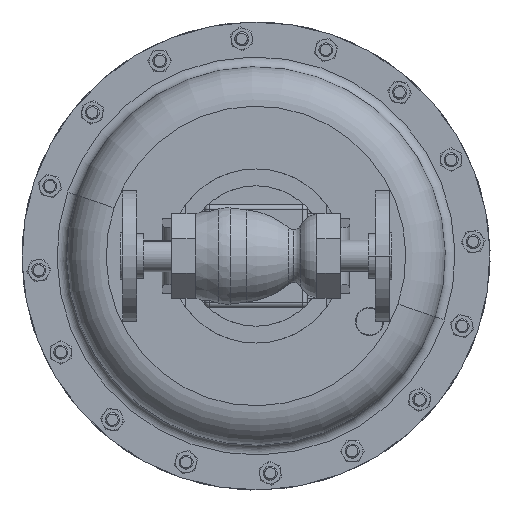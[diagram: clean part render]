
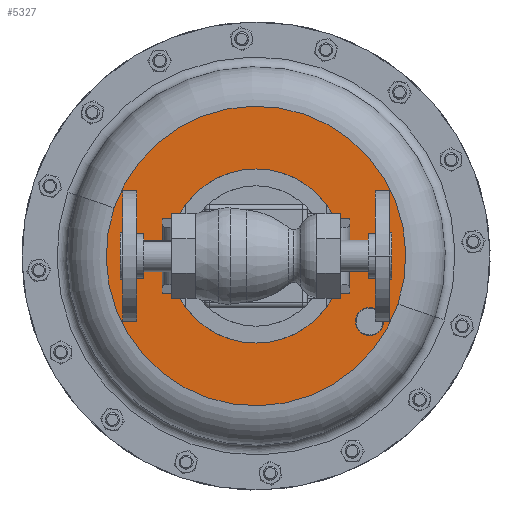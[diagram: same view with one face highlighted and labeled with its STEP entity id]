
A CAD part, front view. The second image highlights one B-rep face of the part: STEP entity #5327.
In plain terms, the highlighted planar face has unit normal (0, -1, 0).
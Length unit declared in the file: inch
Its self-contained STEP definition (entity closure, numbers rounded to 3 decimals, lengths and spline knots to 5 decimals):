
#30 = EDGE_CURVE ( 'NONE', #18679, #13214, #29860, .T. ) ;
#356 = AXIS2_PLACEMENT_3D ( 'NONE', #26303, #10705, #28935 ) ;
#847 = DIRECTION ( 'NONE',  ( 0., 1., 0. ) ) ;
#1544 = EDGE_LOOP ( 'NONE', ( #22174, #29017 ) ) ;
#1652 = DIRECTION ( 'NONE',  ( 0., 0., -1. ) ) ;
#3528 = DIRECTION ( 'NONE',  ( -0.947, 0., 0.321 ) ) ;
#4435 = FACE_OUTER_BOUND ( 'NONE', #26199, .T. ) ;
#4579 = EDGE_CURVE ( 'NONE', #28016, #25139, #28011, .T. ) ;
#5104 = DIRECTION ( 'NONE',  ( 0., -1., 0. ) ) ;
#5327 = ADVANCED_FACE ( 'NONE', ( #32147, #4435, #32945 ), #13880, .T. ) ;
#5369 = AXIS2_PLACEMENT_3D ( 'NONE', #7057, #25308, #9700 ) ;
#7057 = CARTESIAN_POINT ( 'NONE',  ( 0., 7.835, 0. ) ) ;
#7196 = ORIENTED_EDGE ( 'NONE', *, *, #33365, .F. ) ;
#8384 = ORIENTED_EDGE ( 'NONE', *, *, #4579, .F. ) ;
#9700 = DIRECTION ( 'NONE',  ( 0.947, 0., -0.321 ) ) ;
#9936 = CARTESIAN_POINT ( 'NONE',  ( 0., 7.835, -2.325 ) ) ;
#10705 = DIRECTION ( 'NONE',  ( 0., 1., 0. ) ) ;
#10743 = CIRCLE ( 'NONE', #5369, 4. ) ;
#11075 = VERTEX_POINT ( 'NONE', #26762 ) ;
#12929 = CARTESIAN_POINT ( 'NONE',  ( 0., 7.835, 0. ) ) ;
#13214 = VERTEX_POINT ( 'NONE', #25541 ) ;
#13589 = CIRCLE ( 'NONE', #23563, 2.325 ) ;
#13880 = PLANE ( 'NONE',  #15795 ) ;
#15271 = EDGE_LOOP ( 'NONE', ( #7196, #17472 ) ) ;
#15529 = DIRECTION ( 'NONE',  ( 0.947, 0., -0.321 ) ) ;
#15576 = EDGE_CURVE ( 'NONE', #25139, #28016, #10743, .T. ) ;
#15795 = AXIS2_PLACEMENT_3D ( 'NONE', #29390, #19116, #3528 ) ;
#16250 = EDGE_CURVE ( 'NONE', #11075, #18406, #18434, .T. ) ;
#16474 = CARTESIAN_POINT ( 'NONE',  ( 3.03109, 7.835, -1.75 ) ) ;
#17252 = DIRECTION ( 'NONE',  ( 0., -1., 0. ) ) ;
#17450 = CARTESIAN_POINT ( 'NONE',  ( 3.78772, 7.835, -1.28576 ) ) ;
#17472 = ORIENTED_EDGE ( 'NONE', *, *, #16250, .F. ) ;
#17965 = CIRCLE ( 'NONE', #27053, 0.375 ) ;
#18406 = VERTEX_POINT ( 'NONE', #9936 ) ;
#18434 = CIRCLE ( 'NONE', #19778, 2.325 ) ;
#18679 = VERTEX_POINT ( 'NONE', #22097 ) ;
#19105 = DIRECTION ( 'NONE',  ( 0.947, 0., -0.321 ) ) ;
#19116 = DIRECTION ( 'NONE',  ( 0., -1., 0. ) ) ;
#19778 = AXIS2_PLACEMENT_3D ( 'NONE', #20707, #5104, #23341 ) ;
#20707 = CARTESIAN_POINT ( 'NONE',  ( 0., 7.835, 0. ) ) ;
#22097 = CARTESIAN_POINT ( 'NONE',  ( 3.38619, 7.835, -1.87054 ) ) ;
#22174 = ORIENTED_EDGE ( 'NONE', *, *, #30, .T. ) ;
#23341 = DIRECTION ( 'NONE',  ( 0., 0., -1. ) ) ;
#23563 = AXIS2_PLACEMENT_3D ( 'NONE', #32875, #17252, #1652 ) ;
#25139 = VERTEX_POINT ( 'NONE', #28537 ) ;
#25308 = DIRECTION ( 'NONE',  ( 0., 1., 0. ) ) ;
#25541 = CARTESIAN_POINT ( 'NONE',  ( 2.67599, 7.835, -1.62946 ) ) ;
#26143 = EDGE_CURVE ( 'NONE', #13214, #18679, #17965, .T. ) ;
#26199 = EDGE_LOOP ( 'NONE', ( #8384, #29081 ) ) ;
#26303 = CARTESIAN_POINT ( 'NONE',  ( 3.03109, 7.835, -1.75 ) ) ;
#26762 = CARTESIAN_POINT ( 'NONE',  ( 0., 7.835, 2.325 ) ) ;
#27053 = AXIS2_PLACEMENT_3D ( 'NONE', #16474, #847, #19105 ) ;
#28011 = CIRCLE ( 'NONE', #33455, 4. ) ;
#28016 = VERTEX_POINT ( 'NONE', #17450 ) ;
#28537 = CARTESIAN_POINT ( 'NONE',  ( -3.78772, 7.835, 1.28576 ) ) ;
#28935 = DIRECTION ( 'NONE',  ( 0.947, 0., -0.321 ) ) ;
#29017 = ORIENTED_EDGE ( 'NONE', *, *, #26143, .T. ) ;
#29081 = ORIENTED_EDGE ( 'NONE', *, *, #15576, .F. ) ;
#29390 = CARTESIAN_POINT ( 'NONE',  ( -1.28576, 7.835, -3.78772 ) ) ;
#29860 = CIRCLE ( 'NONE', #356, 0.375 ) ;
#31166 = DIRECTION ( 'NONE',  ( 0., 1., 0. ) ) ;
#32147 = FACE_BOUND ( 'NONE', #15271, .T. ) ;
#32875 = CARTESIAN_POINT ( 'NONE',  ( 0., 7.835, 0. ) ) ;
#32945 = FACE_BOUND ( 'NONE', #1544, .T. ) ;
#33365 = EDGE_CURVE ( 'NONE', #18406, #11075, #13589, .T. ) ;
#33455 = AXIS2_PLACEMENT_3D ( 'NONE', #12929, #31166, #15529 ) ;
